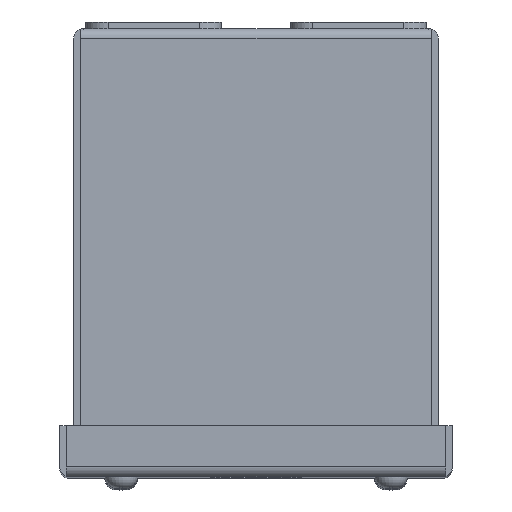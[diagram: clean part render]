
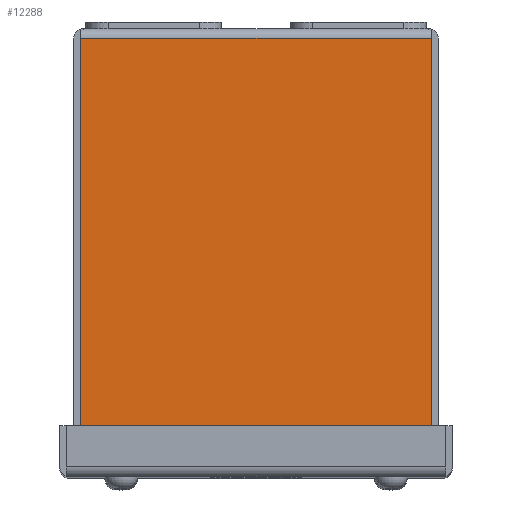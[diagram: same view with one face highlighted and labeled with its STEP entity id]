
A CAD part, top view. The second image highlights one B-rep face of the part: STEP entity #12288.
In plain terms, the highlighted planar face has unit normal (0, 0, 1).
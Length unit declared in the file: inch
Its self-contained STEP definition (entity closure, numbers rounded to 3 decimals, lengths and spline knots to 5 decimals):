
#133 = ORIENTED_EDGE ( 'NONE', *, *, #8791, .F. ) ;
#522 = CARTESIAN_POINT ( 'NONE',  ( -1.92721, 39.37008, 5. ) ) ;
#1118 = ORIENTED_EDGE ( 'NONE', *, *, #3257, .F. ) ;
#1415 = VERTEX_POINT ( 'NONE', #16679 ) ;
#1652 = CARTESIAN_POINT ( 'NONE',  ( 1.92721, 39.37008, 5. ) ) ;
#3185 = CARTESIAN_POINT ( 'NONE',  ( -1.892, -0.108, 5. ) ) ;
#3257 = EDGE_CURVE ( 'NONE', #19353, #15361, #11029, .T. ) ;
#4083 = DIRECTION ( 'NONE',  ( -1., 0., 0. ) ) ;
#4718 = CARTESIAN_POINT ( 'NONE',  ( 1.92721, -0.108, 5. ) ) ;
#6892 = ORIENTED_EDGE ( 'NONE', *, *, #17506, .T. ) ;
#8696 = CARTESIAN_POINT ( 'NONE',  ( 1.92721, -4.642, 5. ) ) ;
#8791 = EDGE_CURVE ( 'NONE', #15361, #1415, #20240, .T. ) ;
#10190 = PLANE ( 'NONE',  #16055 ) ;
#11029 = LINE ( 'NONE', #1652, #22483 ) ;
#12288 = ADVANCED_FACE ( 'NONE', ( #21163 ), #10190, .F. ) ;
#12368 = VERTEX_POINT ( 'NONE', #18171 ) ;
#12756 = DIRECTION ( 'NONE',  ( -1., 0., 0. ) ) ;
#13665 = VECTOR ( 'NONE', #18281, 39.37008 ) ;
#14046 = DIRECTION ( 'NONE',  ( 0., 0., -1. ) ) ;
#14369 = CARTESIAN_POINT ( 'NONE',  ( 13.406, -4.642, 5. ) ) ;
#14781 = LINE ( 'NONE', #3185, #13665 ) ;
#15361 = VERTEX_POINT ( 'NONE', #8696 ) ;
#16055 = AXIS2_PLACEMENT_3D ( 'NONE', #19539, #14046, #4083 ) ;
#16679 = CARTESIAN_POINT ( 'NONE',  ( -1.92721, -4.642, 5. ) ) ;
#17161 = EDGE_LOOP ( 'NONE', ( #133, #1118, #23106, #6892 ) ) ;
#17506 = EDGE_CURVE ( 'NONE', #12368, #1415, #19626, .T. ) ;
#18171 = CARTESIAN_POINT ( 'NONE',  ( -1.92721, -0.108, 5. ) ) ;
#18281 = DIRECTION ( 'NONE',  ( 1., 0., 0. ) ) ;
#18629 = DIRECTION ( 'NONE',  ( 0., -1., 0. ) ) ;
#19353 = VERTEX_POINT ( 'NONE', #4718 ) ;
#19539 = CARTESIAN_POINT ( 'NONE',  ( 13.406, 0., 5. ) ) ;
#19595 = VECTOR ( 'NONE', #23844, 39.37008 ) ;
#19626 = LINE ( 'NONE', #522, #19595 ) ;
#20240 = LINE ( 'NONE', #14369, #22758 ) ;
#21163 = FACE_OUTER_BOUND ( 'NONE', #17161, .T. ) ;
#22483 = VECTOR ( 'NONE', #18629, 39.37008 ) ;
#22758 = VECTOR ( 'NONE', #12756, 39.37008 ) ;
#23106 = ORIENTED_EDGE ( 'NONE', *, *, #24489, .F. ) ;
#23844 = DIRECTION ( 'NONE',  ( 0., -1., 0. ) ) ;
#24489 = EDGE_CURVE ( 'NONE', #12368, #19353, #14781, .T. ) ;
